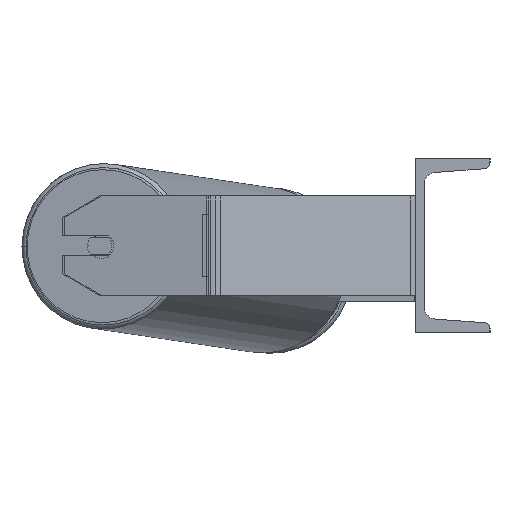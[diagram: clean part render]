
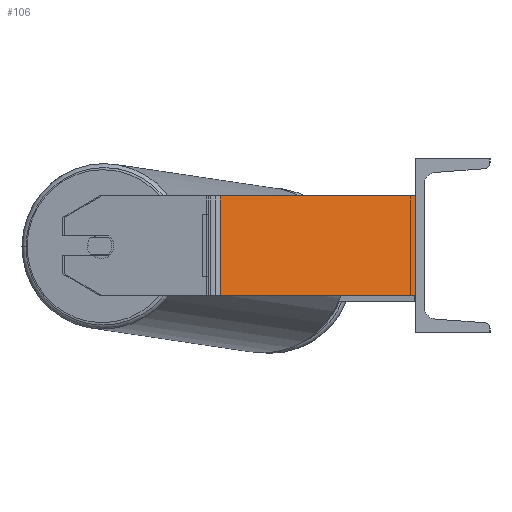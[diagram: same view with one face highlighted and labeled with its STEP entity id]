
A CAD part, left-side view. The second image highlights one B-rep face of the part: STEP entity #106.
In plain terms, the highlighted planar face has unit normal (-0.866, -0.5, 0).
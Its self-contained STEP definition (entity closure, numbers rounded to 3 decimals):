
#106 = ADVANCED_FACE ( 'NONE', ( #7226 ), #1095, .F. ) ;
#1039 = DIRECTION ( 'NONE',  ( -0.5, 0.866, 0. ) ) ;
#1095 = PLANE ( 'NONE',  #3552 ) ;
#1096 = VECTOR ( 'NONE', #3687, 1000. ) ;
#2185 = CARTESIAN_POINT ( 'NONE',  ( -1175.646, 157.004, -40. ) ) ;
#2292 = VERTEX_POINT ( 'NONE', #2185 ) ;
#2918 = DIRECTION ( 'NONE',  ( 0.5, -0.866, 0. ) ) ;
#3172 = CARTESIAN_POINT ( 'NONE',  ( -1178.558, 162.048, 40. ) ) ;
#3305 = VECTOR ( 'NONE', #5565, 1000. ) ;
#3552 = AXIS2_PLACEMENT_3D ( 'NONE', #3172, #7374, #1039 ) ;
#3618 = CARTESIAN_POINT ( 'NONE',  ( -1085., 0., 40. ) ) ;
#3687 = DIRECTION ( 'NONE',  ( 0.5, -0.866, 0. ) ) ;
#3709 = CARTESIAN_POINT ( 'NONE',  ( -1085., 0., -40. ) ) ;
#4015 = ORIENTED_EDGE ( 'NONE', *, *, #4112, .F. ) ;
#4031 = CARTESIAN_POINT ( 'NONE',  ( -1085., 0., 40. ) ) ;
#4112 = EDGE_CURVE ( 'NONE', #5372, #5213, #7922, .T. ) ;
#4249 = LINE ( 'NONE', #7746, #3305 ) ;
#4661 = EDGE_LOOP ( 'NONE', ( #7275, #6088, #4015, #5025 ) ) ;
#4726 = LINE ( 'NONE', #4031, #5207 ) ;
#4981 = CARTESIAN_POINT ( 'NONE',  ( -1178.558, 162.048, -40. ) ) ;
#5017 = EDGE_CURVE ( 'NONE', #5213, #5738, #4726, .T. ) ;
#5025 = ORIENTED_EDGE ( 'NONE', *, *, #6077, .T. ) ;
#5207 = VECTOR ( 'NONE', #6856, 1000. ) ;
#5213 = VERTEX_POINT ( 'NONE', #3618 ) ;
#5372 = VERTEX_POINT ( 'NONE', #6051 ) ;
#5565 = DIRECTION ( 'NONE',  ( 0., 0., -1. ) ) ;
#5738 = VERTEX_POINT ( 'NONE', #3709 ) ;
#5943 = EDGE_CURVE ( 'NONE', #2292, #5738, #8546, .T. ) ;
#6051 = CARTESIAN_POINT ( 'NONE',  ( -1175.646, 157.004, 40. ) ) ;
#6077 = EDGE_CURVE ( 'NONE', #5372, #2292, #4249, .T. ) ;
#6088 = ORIENTED_EDGE ( 'NONE', *, *, #5017, .F. ) ;
#6856 = DIRECTION ( 'NONE',  ( 0., 0., -1. ) ) ;
#7226 = FACE_OUTER_BOUND ( 'NONE', #4661, .T. ) ;
#7275 = ORIENTED_EDGE ( 'NONE', *, *, #5943, .T. ) ;
#7374 = DIRECTION ( 'NONE',  ( 0.866, 0.5, 0. ) ) ;
#7746 = CARTESIAN_POINT ( 'NONE',  ( -1175.646, 157.004, 40. ) ) ;
#7922 = LINE ( 'NONE', #8558, #8883 ) ;
#8546 = LINE ( 'NONE', #4981, #1096 ) ;
#8558 = CARTESIAN_POINT ( 'NONE',  ( -1178.558, 162.048, 40. ) ) ;
#8883 = VECTOR ( 'NONE', #2918, 1000. ) ;
